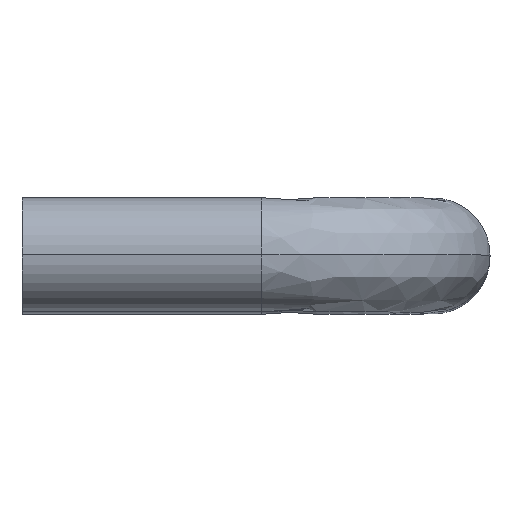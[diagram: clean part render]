
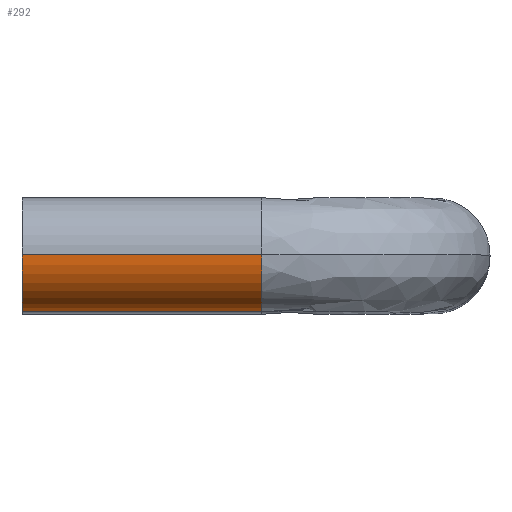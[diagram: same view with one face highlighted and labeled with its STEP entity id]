
A CAD part, top view. The second image highlights one B-rep face of the part: STEP entity #292.
In plain terms, the highlighted cylindrical face has radius 5 mm (diameter 10 mm), a partial arc.
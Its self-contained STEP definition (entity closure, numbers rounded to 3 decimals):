
#23 = CARTESIAN_POINT ( 'NONE',  ( -15., 0., 105. ) ) ;
#43 = VERTEX_POINT ( 'NONE', #429 ) ;
#44 = DIRECTION ( 'NONE',  ( 1., 0., 0. ) ) ;
#79 = EDGE_CURVE ( 'NONE', #43, #335, #276, .T. ) ;
#91 = VERTEX_POINT ( 'NONE', #483 ) ;
#101 = VERTEX_POINT ( 'NONE', #222 ) ;
#119 = ORIENTED_EDGE ( 'NONE', *, *, #405, .F. ) ;
#122 = DIRECTION ( 'NONE',  ( 0., 0., 1. ) ) ;
#127 = EDGE_LOOP ( 'NONE', ( #408, #119, #513, #402 ) ) ;
#139 = CARTESIAN_POINT ( 'NONE',  ( -15., 0., 110. ) ) ;
#142 = EDGE_CURVE ( 'NONE', #91, #101, #333, .T. ) ;
#161 = CARTESIAN_POINT ( 'NONE',  ( -36., 0., 105. ) ) ;
#165 = VECTOR ( 'NONE', #349, 1000. ) ;
#176 = CIRCLE ( 'NONE', #552, 5. ) ;
#192 = DIRECTION ( 'NONE',  ( 0., 0., 1. ) ) ;
#197 = VECTOR ( 'NONE', #350, 1000. ) ;
#207 = CYLINDRICAL_SURFACE ( 'NONE', #250, 5. ) ;
#222 = CARTESIAN_POINT ( 'NONE',  ( -36., 0., 110. ) ) ;
#226 = CARTESIAN_POINT ( 'NONE',  ( -15., 0., 100. ) ) ;
#235 = AXIS2_PLACEMENT_3D ( 'NONE', #161, #242, #324 ) ;
#242 = DIRECTION ( 'NONE',  ( 1., 0., 0. ) ) ;
#250 = AXIS2_PLACEMENT_3D ( 'NONE', #23, #360, #192 ) ;
#258 = CARTESIAN_POINT ( 'NONE',  ( -15., 0., 105. ) ) ;
#269 = FACE_OUTER_BOUND ( 'NONE', #127, .T. ) ;
#276 = LINE ( 'NONE', #226, #165 ) ;
#287 = CIRCLE ( 'NONE', #235, 5. ) ;
#292 = ADVANCED_FACE ( 'NONE', ( #269 ), #207, .T. ) ;
#324 = DIRECTION ( 'NONE',  ( 0., 0., 1. ) ) ;
#333 = LINE ( 'NONE', #139, #197 ) ;
#335 = VERTEX_POINT ( 'NONE', #448 ) ;
#349 = DIRECTION ( 'NONE',  ( -1., 0., 0. ) ) ;
#350 = DIRECTION ( 'NONE',  ( -1., 0., 0. ) ) ;
#360 = DIRECTION ( 'NONE',  ( -1., 0., 0. ) ) ;
#369 = EDGE_CURVE ( 'NONE', #101, #335, #287, .T. ) ;
#402 = ORIENTED_EDGE ( 'NONE', *, *, #369, .T. ) ;
#405 = EDGE_CURVE ( 'NONE', #91, #43, #176, .T. ) ;
#408 = ORIENTED_EDGE ( 'NONE', *, *, #79, .F. ) ;
#429 = CARTESIAN_POINT ( 'NONE',  ( -15., 0., 100. ) ) ;
#448 = CARTESIAN_POINT ( 'NONE',  ( -36., 0., 100. ) ) ;
#483 = CARTESIAN_POINT ( 'NONE',  ( -15., 0., 110. ) ) ;
#513 = ORIENTED_EDGE ( 'NONE', *, *, #142, .T. ) ;
#552 = AXIS2_PLACEMENT_3D ( 'NONE', #258, #44, #122 ) ;
